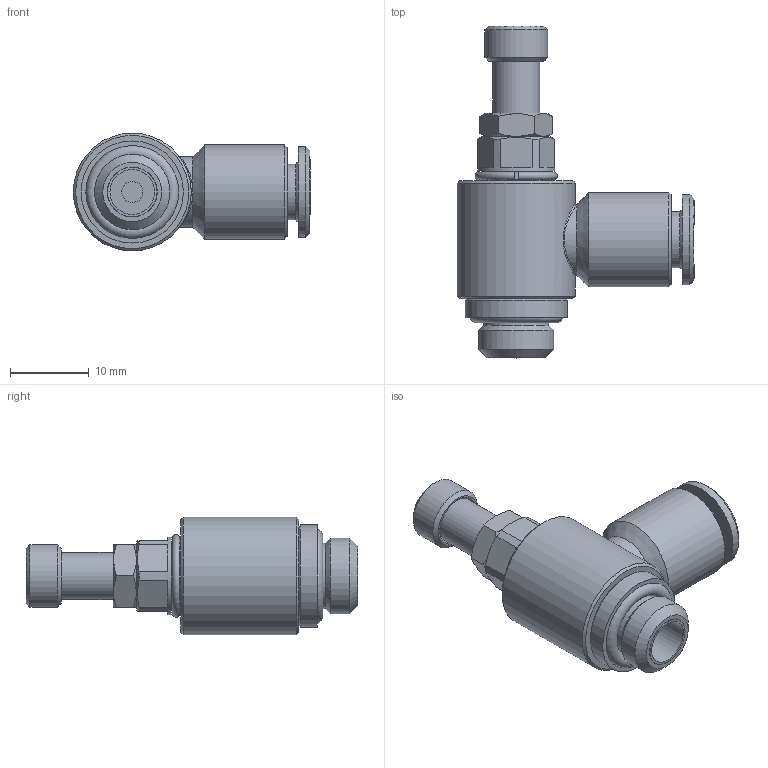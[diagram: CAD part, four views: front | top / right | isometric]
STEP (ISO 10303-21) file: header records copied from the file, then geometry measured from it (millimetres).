
FILE_DESCRIPTION(/* description */ ('STEP AP214'),/* implementation_level */ '2;1');
FILE_NAME(/* name */ '04260C31',/* time_stamp */ '2023-07-12T08:25:35+02:00',/* author */ ('License CC BY-ND 4.0'),/* organization */ ('CADENAS'),/* preprocessor_version */ 'ST-DEVELOPER v19.3',/* originating_system */ 'PARTsolutions',/* authorisation */ ' ');
FILE_SCHEMA (('AUTOMOTIVE_DESIGN {1 0 10303 214 3 1 1}'));
Length unit declared in the file: metre
Products named in the file (3): 04260C31; 04260C31_PART2; 04260C31_PART1
Assembly tree (2 placements, depth 2):
  04260C31
    04260C31_PART2
    04260C31_PART1
Bounding box: 30.2 x 42.24 x 15 mm (x, y, z)
Volume: 5213.1 mm3; surface area: 3155.5 mm2
Topology: 2 solids, 2 shells, 183 faces, 441 edges, 291 vertices
Faces by surface type: plane 102, bspline 45, cylinder 17, cone 17, torus 2
Full cylindrical faces by diameter (mm): 2.7 x1, 5.7 x1, 6 x1, 6.15 x1, 7.1 x1, 8 x1, 8.3 x1, 8.75 x1, 9.6 x1, 9.85 x2, 11.5 x1, 12 x1, 13 x1, 15 x1
Entity records: 9127 total; most frequent: CARTESIAN_POINT 4010, ORIENTED_EDGE 792, DIRECTION 628, EDGE_CURVE 396, VERTEX_POINT 280, EDGE_LOOP 246, FACE_BOUND 246, LINE 220
